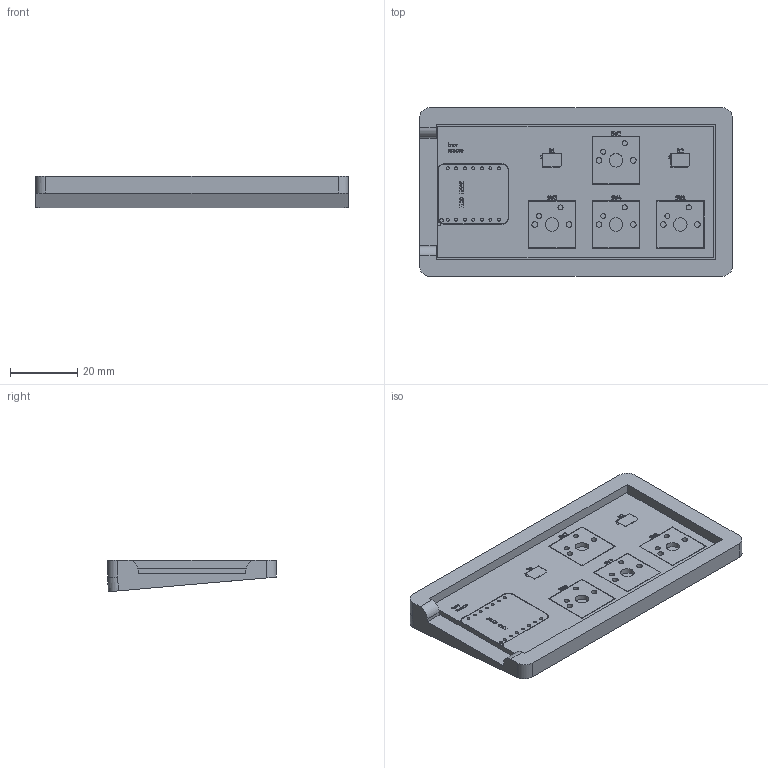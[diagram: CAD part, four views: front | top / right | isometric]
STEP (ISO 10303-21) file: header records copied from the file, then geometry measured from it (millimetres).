
FILE_DESCRIPTION(/* description */ (''),/* implementation_level */ '2;1');
FILE_NAME(/* name */ 'macro pad base with PCB.step',/* time_stamp */ '2026-01-07T18:41:57+11:00',/* author */ (''),/* organization */ (''),/* preprocessor_version */ 'ST-DEVELOPER v20.1',/* originating_system */ 'Autodesk Translation Framework v14.21.0.0',/* authorisation */ '');
FILE_SCHEMA (('AUTOMOTIVE_DESIGN { 1 0 10303 214 3 1 1 }'));
Length unit declared in the file: millimetre
Products named in the file (5): 2026-01-07-18-31-04-672; 2026-01-07-07-26-34-379; 2026-01-07-07-31-03-735; 2026-01-07-07-31-03-736; 2026-01-07-07-31-03-737
Assembly tree (4 placements, depth 3):
  2026-01-07-18-31-04-672
    2026-01-07-07-26-34-379
    2026-01-07-07-31-03-735
      2026-01-07-07-31-03-736
      2026-01-07-07-31-03-737
Bounding box: 92.9 x 50 x 9.36 mm (x, y, z)
Volume: 24065.3 mm3; surface area: 18915.8 mm2
Topology: 2 solids, 46 shells, 107 faces, 948 edges, 889 vertices
Faces by surface type: plane 64, cylinder 41, torus 2
Full cylindrical faces by diameter (mm): 0.889 x14, 1.5 x8, 1.7 x8, 4 x4
Entity records: 9287 total; most frequent: CARTESIAN_POINT 1953, DIRECTION 1459, ORIENTED_EDGE 1123, EDGE_CURVE 948, VERTEX_POINT 889, LINE 669, VECTOR 669, AXIS2_PLACEMENT_3D 395
